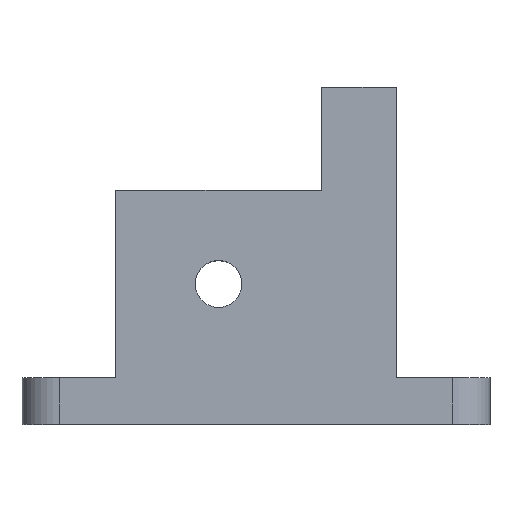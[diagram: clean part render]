
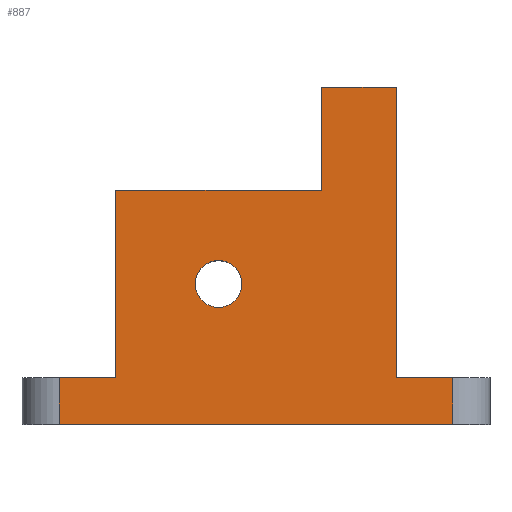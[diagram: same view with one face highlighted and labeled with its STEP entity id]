
A CAD part, top view. The second image highlights one B-rep face of the part: STEP entity #887.
In plain terms, the highlighted planar face has unit normal (0, 0, 1).
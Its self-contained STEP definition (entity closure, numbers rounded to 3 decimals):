
#7 = VECTOR ( 'NONE', #806, 1000. ) ;
#19 = EDGE_CURVE ( 'NONE', #416, #493, #563, .T. ) ;
#20 = ORIENTED_EDGE ( 'NONE', *, *, #42, .T. ) ;
#33 = EDGE_CURVE ( 'NONE', #981, #185, #407, .T. ) ;
#34 = CARTESIAN_POINT ( 'NONE',  ( -21., 0., 7.5 ) ) ;
#36 = ORIENTED_EDGE ( 'NONE', *, *, #533, .T. ) ;
#42 = EDGE_CURVE ( 'NONE', #809, #307, #613, .T. ) ;
#47 = CARTESIAN_POINT ( 'NONE',  ( -25., 5., 7.5 ) ) ;
#51 = VECTOR ( 'NONE', #339, 1000. ) ;
#58 = EDGE_CURVE ( 'NONE', #693, #270, #610, .T. ) ;
#61 = CARTESIAN_POINT ( 'NONE',  ( 21., 5., 7.5 ) ) ;
#62 = EDGE_CURVE ( 'NONE', #416, #809, #934, .T. ) ;
#88 = CARTESIAN_POINT ( 'NONE',  ( -4., 15., 7.5 ) ) ;
#114 = DIRECTION ( 'NONE',  ( 0., -1., 0. ) ) ;
#115 = EDGE_LOOP ( 'NONE', ( #842, #36, #652, #800, #505, #939, #1021, #752, #20, #735 ) ) ;
#166 = CARTESIAN_POINT ( 'NONE',  ( 15., 5., 7.5 ) ) ;
#185 = VERTEX_POINT ( 'NONE', #1038 ) ;
#186 = VERTEX_POINT ( 'NONE', #233 ) ;
#210 = CARTESIAN_POINT ( 'NONE',  ( -15., 25., 7.5 ) ) ;
#213 = CARTESIAN_POINT ( 'NONE',  ( 7., 25., 7.5 ) ) ;
#216 = VERTEX_POINT ( 'NONE', #166 ) ;
#233 = CARTESIAN_POINT ( 'NONE',  ( 7., 36., 7.5 ) ) ;
#234 = ORIENTED_EDGE ( 'NONE', *, *, #33, .F. ) ;
#270 = VERTEX_POINT ( 'NONE', #746 ) ;
#274 = VECTOR ( 'NONE', #940, 1000. ) ;
#290 = DIRECTION ( 'NONE',  ( 1., 0., 0. ) ) ;
#307 = VERTEX_POINT ( 'NONE', #995 ) ;
#326 = AXIS2_PLACEMENT_3D ( 'NONE', #797, #328, #883 ) ;
#328 = DIRECTION ( 'NONE',  ( 0., 0., -1. ) ) ;
#330 = CARTESIAN_POINT ( 'NONE',  ( -15., 25., 7.5 ) ) ;
#339 = DIRECTION ( 'NONE',  ( 1., 0., 0. ) ) ;
#355 = EDGE_CURVE ( 'NONE', #185, #981, #373, .T. ) ;
#358 = AXIS2_PLACEMENT_3D ( 'NONE', #1007, #599, #837 ) ;
#366 = DIRECTION ( 'NONE',  ( 1., 0., 0. ) ) ;
#373 = CIRCLE ( 'NONE', #358, 2.5 ) ;
#375 = CARTESIAN_POINT ( 'NONE',  ( -15., 25., 7.5 ) ) ;
#389 = VECTOR ( 'NONE', #1014, 1000. ) ;
#391 = CARTESIAN_POINT ( 'NONE',  ( -15., 5., 7.5 ) ) ;
#398 = PLANE ( 'NONE',  #326 ) ;
#399 = LINE ( 'NONE', #405, #7 ) ;
#405 = CARTESIAN_POINT ( 'NONE',  ( 21., 5., 7.5 ) ) ;
#407 = CIRCLE ( 'NONE', #1030, 2.5 ) ;
#412 = EDGE_CURVE ( 'NONE', #186, #493, #526, .T. ) ;
#416 = VERTEX_POINT ( 'NONE', #375 ) ;
#421 = VERTEX_POINT ( 'NONE', #61 ) ;
#450 = VECTOR ( 'NONE', #114, 1000. ) ;
#467 = CARTESIAN_POINT ( 'NONE',  ( 15., 36., 7.5 ) ) ;
#493 = VERTEX_POINT ( 'NONE', #213 ) ;
#505 = ORIENTED_EDGE ( 'NONE', *, *, #1005, .F. ) ;
#526 = LINE ( 'NONE', #531, #274 ) ;
#528 = DIRECTION ( 'NONE',  ( 0., -1., 0. ) ) ;
#531 = CARTESIAN_POINT ( 'NONE',  ( 7., 36., 7.5 ) ) ;
#533 = EDGE_CURVE ( 'NONE', #270, #421, #399, .T. ) ;
#554 = VECTOR ( 'NONE', #1041, 1000. ) ;
#563 = LINE ( 'NONE', #330, #51 ) ;
#579 = EDGE_CURVE ( 'NONE', #774, #216, #953, .T. ) ;
#583 = EDGE_LOOP ( 'NONE', ( #999, #234 ) ) ;
#590 = VECTOR ( 'NONE', #845, 1000. ) ;
#599 = DIRECTION ( 'NONE',  ( 0., 0., 1. ) ) ;
#610 = LINE ( 'NONE', #1020, #853 ) ;
#613 = LINE ( 'NONE', #47, #590 ) ;
#629 = LINE ( 'NONE', #959, #643 ) ;
#643 = VECTOR ( 'NONE', #893, 1000. ) ;
#652 = ORIENTED_EDGE ( 'NONE', *, *, #836, .T. ) ;
#693 = VERTEX_POINT ( 'NONE', #34 ) ;
#707 = EDGE_CURVE ( 'NONE', #307, #693, #738, .T. ) ;
#723 = FACE_OUTER_BOUND ( 'NONE', #115, .T. ) ;
#735 = ORIENTED_EDGE ( 'NONE', *, *, #707, .T. ) ;
#738 = LINE ( 'NONE', #832, #450 ) ;
#746 = CARTESIAN_POINT ( 'NONE',  ( 21., 0., 7.5 ) ) ;
#752 = ORIENTED_EDGE ( 'NONE', *, *, #62, .T. ) ;
#774 = VERTEX_POINT ( 'NONE', #802 ) ;
#797 = CARTESIAN_POINT ( 'NONE',  ( -15., 25., 7.5 ) ) ;
#800 = ORIENTED_EDGE ( 'NONE', *, *, #579, .F. ) ;
#802 = CARTESIAN_POINT ( 'NONE',  ( 15., 36., 7.5 ) ) ;
#806 = DIRECTION ( 'NONE',  ( 0., 1., 0. ) ) ;
#809 = VERTEX_POINT ( 'NONE', #391 ) ;
#832 = CARTESIAN_POINT ( 'NONE',  ( -21., 0., 7.5 ) ) ;
#836 = EDGE_CURVE ( 'NONE', #421, #216, #629, .T. ) ;
#837 = DIRECTION ( 'NONE',  ( 1., 0., 0. ) ) ;
#838 = VECTOR ( 'NONE', #528, 1000. ) ;
#842 = ORIENTED_EDGE ( 'NONE', *, *, #58, .T. ) ;
#845 = DIRECTION ( 'NONE',  ( -1., 0., 0. ) ) ;
#853 = VECTOR ( 'NONE', #366, 1000. ) ;
#858 = LINE ( 'NONE', #467, #389 ) ;
#883 = DIRECTION ( 'NONE',  ( -1., 0., 0. ) ) ;
#887 = ADVANCED_FACE ( 'NONE', ( #890, #723 ), #398, .F. ) ;
#890 = FACE_BOUND ( 'NONE', #583, .T. ) ;
#893 = DIRECTION ( 'NONE',  ( -1., 0., 0. ) ) ;
#934 = LINE ( 'NONE', #210, #838 ) ;
#936 = CARTESIAN_POINT ( 'NONE',  ( -6.5, 15., 7.5 ) ) ;
#939 = ORIENTED_EDGE ( 'NONE', *, *, #412, .T. ) ;
#940 = DIRECTION ( 'NONE',  ( 0., -1., 0. ) ) ;
#953 = LINE ( 'NONE', #965, #554 ) ;
#959 = CARTESIAN_POINT ( 'NONE',  ( -25., 5., 7.5 ) ) ;
#965 = CARTESIAN_POINT ( 'NONE',  ( 15., 25., 7.5 ) ) ;
#981 = VERTEX_POINT ( 'NONE', #936 ) ;
#995 = CARTESIAN_POINT ( 'NONE',  ( -21., 5., 7.5 ) ) ;
#999 = ORIENTED_EDGE ( 'NONE', *, *, #355, .F. ) ;
#1005 = EDGE_CURVE ( 'NONE', #186, #774, #858, .T. ) ;
#1007 = CARTESIAN_POINT ( 'NONE',  ( -4., 15., 7.5 ) ) ;
#1014 = DIRECTION ( 'NONE',  ( 1., 0., 0. ) ) ;
#1020 = CARTESIAN_POINT ( 'NONE',  ( -15., 0., 7.5 ) ) ;
#1021 = ORIENTED_EDGE ( 'NONE', *, *, #19, .F. ) ;
#1027 = DIRECTION ( 'NONE',  ( 0., 0., 1. ) ) ;
#1030 = AXIS2_PLACEMENT_3D ( 'NONE', #88, #1027, #290 ) ;
#1038 = CARTESIAN_POINT ( 'NONE',  ( -1.5, 15., 7.5 ) ) ;
#1041 = DIRECTION ( 'NONE',  ( 0., -1., 0. ) ) ;
